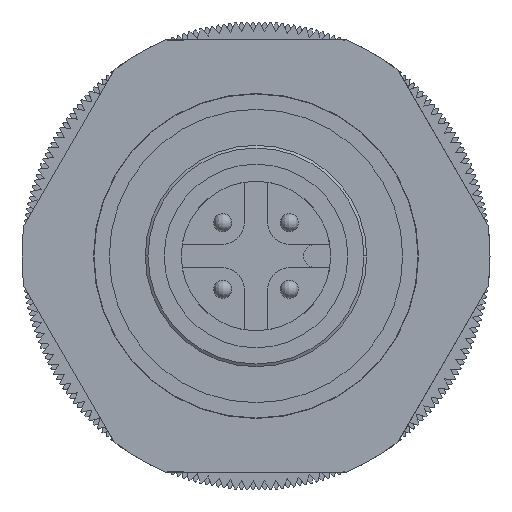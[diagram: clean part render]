
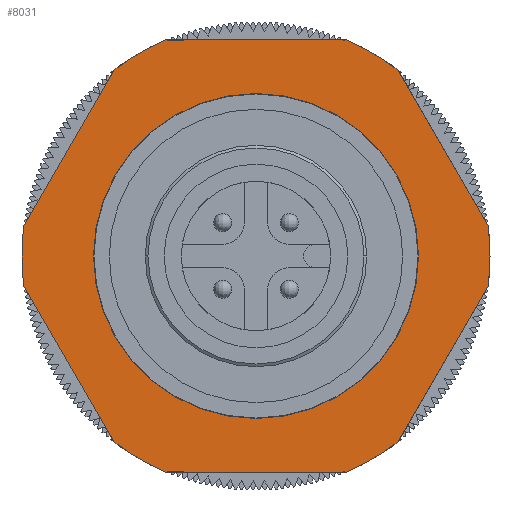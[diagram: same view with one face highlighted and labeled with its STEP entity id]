
A CAD part, front view. The second image highlights one B-rep face of the part: STEP entity #8031.
In plain terms, the highlighted face is planar.
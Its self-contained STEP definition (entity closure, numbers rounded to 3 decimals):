
#167 = VERTEX_POINT ( 'NONE', #6392 ) ;
#169 = EDGE_CURVE ( 'NONE', #4475, #167, #6391, .T. ) ;
#1878 = VERTEX_POINT ( 'NONE', #13667 ) ;
#1960 = VERTEX_POINT ( 'NONE', #13837 ) ;
#1962 = EDGE_CURVE ( 'NONE', #1878, #1960, #13836, .T. ) ;
#2059 = VERTEX_POINT ( 'NONE', #13989 ) ;
#2061 = EDGE_CURVE ( 'NONE', #1960, #2059, #13988, .T. ) ;
#2088 = EDGE_CURVE ( 'NONE', #2124, #2106, #14004, .T. ) ;
#2106 = VERTEX_POINT ( 'NONE', #14052 ) ;
#2124 = VERTEX_POINT ( 'NONE', #14094 ) ;
#2126 = EDGE_CURVE ( 'NONE', #2059, #2124, #14092, .T. ) ;
#3057 = VERTEX_POINT ( 'NONE', #15770 ) ;
#3105 = EDGE_CURVE ( 'NONE', #3057, #3153, #15840, .T. ) ;
#3153 = VERTEX_POINT ( 'NONE', #15944 ) ;
#4040 = VERTEX_POINT ( 'NONE', #17440 ) ;
#4079 = EDGE_CURVE ( 'NONE', #4040, #4117, #17475, .T. ) ;
#4117 = VERTEX_POINT ( 'NONE', #17481 ) ;
#4305 = EDGE_CURVE ( 'NONE', #2106, #4387, #17888, .T. ) ;
#4355 = VERTEX_POINT ( 'NONE', #17926 ) ;
#4387 = VERTEX_POINT ( 'NONE', #18008 ) ;
#4390 = EDGE_CURVE ( 'NONE', #4355, #4470, #18002, .T. ) ;
#4393 = EDGE_CURVE ( 'NONE', #4387, #4355, #17997, .T. ) ;
#4470 = VERTEX_POINT ( 'NONE', #18134 ) ;
#4475 = VERTEX_POINT ( 'NONE', #18129 ) ;
#4479 = EDGE_CURVE ( 'NONE', #4470, #4475, #18123, .T. ) ;
#4691 = EDGE_CURVE ( 'NONE', #4692, #1878, #18474, .T. ) ;
#4692 = VERTEX_POINT ( 'NONE', #18470 ) ;
#6387 = DIRECTION ( 'NONE',  ( 0., 1., 0. ) ) ;
#6388 = DIRECTION ( 'NONE',  ( 1., 0., 0. ) ) ;
#6389 = CARTESIAN_POINT ( 'NONE',  ( 0., 0., 0. ) ) ;
#6390 = AXIS2_PLACEMENT_3D ( 'NONE', #6389, #6388, #6387 ) ;
#6391 = CIRCLE ( 'NONE', #6390, 13. ) ;
#6392 = CARTESIAN_POINT ( 'NONE',  ( 0., 7.892, -10.33 ) ) ;
#8031 = ADVANCED_FACE ( 'NONE', ( #11030, #11029 ), #11027, .T. ) ;
#8039 = EDGE_LOOP ( 'NONE', ( #8047, #8045, #8049, #8050, #8051, #8054, #8048, #8042, #8055, #8060, #8064, #8067, #8063 ) ) ;
#8042 = ORIENTED_EDGE ( 'NONE', *, *, #1962, .T. ) ;
#8043 = EDGE_CURVE ( 'NONE', #4692, #4040, #11061, .T. ) ;
#8045 = ORIENTED_EDGE ( 'NONE', *, *, #4479, .T. ) ;
#8046 = EDGE_CURVE ( 'NONE', #4117, #167, #11114, .T. ) ;
#8047 = ORIENTED_EDGE ( 'NONE', *, *, #4390, .T. ) ;
#8048 = ORIENTED_EDGE ( 'NONE', *, *, #4691, .T. ) ;
#8049 = ORIENTED_EDGE ( 'NONE', *, *, #169, .T. ) ;
#8050 = ORIENTED_EDGE ( 'NONE', *, *, #8046, .F. ) ;
#8051 = ORIENTED_EDGE ( 'NONE', *, *, #4079, .F. ) ;
#8054 = ORIENTED_EDGE ( 'NONE', *, *, #8043, .F. ) ;
#8055 = ORIENTED_EDGE ( 'NONE', *, *, #2061, .T. ) ;
#8059 = EDGE_LOOP ( 'NONE', ( #8062, #8065 ) ) ;
#8060 = ORIENTED_EDGE ( 'NONE', *, *, #2126, .T. ) ;
#8062 = ORIENTED_EDGE ( 'NONE', *, *, #3105, .T. ) ;
#8063 = ORIENTED_EDGE ( 'NONE', *, *, #4393, .T. ) ;
#8064 = ORIENTED_EDGE ( 'NONE', *, *, #2088, .T. ) ;
#8065 = ORIENTED_EDGE ( 'NONE', *, *, #8066, .T. ) ;
#8066 = EDGE_CURVE ( 'NONE', #3153, #3057, #11104, .T. ) ;
#8067 = ORIENTED_EDGE ( 'NONE', *, *, #4305, .T. ) ;
#11023 = DIRECTION ( 'NONE',  ( 0., 1., 0. ) ) ;
#11024 = DIRECTION ( 'NONE',  ( 1., 0., 0. ) ) ;
#11025 = CARTESIAN_POINT ( 'NONE',  ( 0., 0., 0. ) ) ;
#11026 = AXIS2_PLACEMENT_3D ( 'NONE', #11025, #11024, #11023 ) ;
#11027 = PLANE ( 'NONE',  #11026 ) ;
#11029 = FACE_BOUND ( 'NONE', #8059, .T. ) ;
#11030 = FACE_OUTER_BOUND ( 'NONE', #8039, .T. ) ;
#11057 = DIRECTION ( 'NONE',  ( 0., 1., 0. ) ) ;
#11058 = DIRECTION ( 'NONE',  ( -1., 0., 0. ) ) ;
#11059 = CARTESIAN_POINT ( 'NONE',  ( 0., 0., 0. ) ) ;
#11060 = AXIS2_PLACEMENT_3D ( 'NONE', #11059, #11058, #11057 ) ;
#11061 = CIRCLE ( 'NONE', #11060, 13. ) ;
#11100 = DIRECTION ( 'NONE',  ( 0., 1., 0. ) ) ;
#11101 = DIRECTION ( 'NONE',  ( -1., 0., 0. ) ) ;
#11102 = CARTESIAN_POINT ( 'NONE',  ( 0., 0., 0. ) ) ;
#11103 = AXIS2_PLACEMENT_3D ( 'NONE', #11102, #11101, #11100 ) ;
#11104 = CIRCLE ( 'NONE', #11103, 9.025 ) ;
#11111 = DIRECTION ( 'NONE',  ( 0., -0.5, -0.866 ) ) ;
#11112 = VECTOR ( 'NONE', #11111, 1000. ) ;
#11113 = CARTESIAN_POINT ( 'NONE',  ( 0., 6.928, -12. ) ) ;
#11114 = LINE ( 'NONE', #11113, #11112 ) ;
#13667 = CARTESIAN_POINT ( 'NONE',  ( 0., 7.892, 10.33 ) ) ;
#13832 = DIRECTION ( 'NONE',  ( 0., 1., 0. ) ) ;
#13833 = DIRECTION ( 'NONE',  ( 1., 0., 0. ) ) ;
#13834 = CARTESIAN_POINT ( 'NONE',  ( 0., 0., 0. ) ) ;
#13835 = AXIS2_PLACEMENT_3D ( 'NONE', #13834, #13833, #13832 ) ;
#13836 = CIRCLE ( 'NONE', #13835, 13. ) ;
#13837 = CARTESIAN_POINT ( 'NONE',  ( 0., 5., 12. ) ) ;
#13985 = DIRECTION ( 'NONE',  ( 0., -1., 0. ) ) ;
#13986 = VECTOR ( 'NONE', #13985, 1000. ) ;
#13987 = CARTESIAN_POINT ( 'NONE',  ( 0., 0., 12. ) ) ;
#13988 = LINE ( 'NONE', #13987, #13986 ) ;
#13989 = CARTESIAN_POINT ( 'NONE',  ( 0., -5., 12. ) ) ;
#14001 = DIRECTION ( 'NONE',  ( 0., -0.5, -0.866 ) ) ;
#14002 = VECTOR ( 'NONE', #14001, 1000. ) ;
#14003 = CARTESIAN_POINT ( 'NONE',  ( 0., -7.892, 10.33 ) ) ;
#14004 = LINE ( 'NONE', #14003, #14002 ) ;
#14052 = CARTESIAN_POINT ( 'NONE',  ( 0., -12.892, 1.67 ) ) ;
#14088 = DIRECTION ( 'NONE',  ( 0., 1., 0. ) ) ;
#14089 = DIRECTION ( 'NONE',  ( 1., 0., 0. ) ) ;
#14090 = CARTESIAN_POINT ( 'NONE',  ( 0., 0., 0. ) ) ;
#14091 = AXIS2_PLACEMENT_3D ( 'NONE', #14090, #14089, #14088 ) ;
#14092 = CIRCLE ( 'NONE', #14091, 13. ) ;
#14094 = CARTESIAN_POINT ( 'NONE',  ( 0., -7.892, 10.33 ) ) ;
#15770 = CARTESIAN_POINT ( 'NONE',  ( 0., 9.025, 0. ) ) ;
#15836 = DIRECTION ( 'NONE',  ( 0., 1., 0. ) ) ;
#15837 = DIRECTION ( 'NONE',  ( -1., 0., 0. ) ) ;
#15838 = CARTESIAN_POINT ( 'NONE',  ( 0., 0., 0. ) ) ;
#15839 = AXIS2_PLACEMENT_3D ( 'NONE', #15838, #15837, #15836 ) ;
#15840 = CIRCLE ( 'NONE', #15839, 9.025 ) ;
#15944 = CARTESIAN_POINT ( 'NONE',  ( 0., -9.025, 0. ) ) ;
#17440 = CARTESIAN_POINT ( 'NONE',  ( 0., 13., 0. ) ) ;
#17471 = DIRECTION ( 'NONE',  ( 0., 1., 0. ) ) ;
#17472 = DIRECTION ( 'NONE',  ( -1., 0., 0. ) ) ;
#17473 = CARTESIAN_POINT ( 'NONE',  ( 0., 0., 0. ) ) ;
#17474 = AXIS2_PLACEMENT_3D ( 'NONE', #17473, #17472, #17471 ) ;
#17475 = CIRCLE ( 'NONE', #17474, 13. ) ;
#17481 = CARTESIAN_POINT ( 'NONE',  ( 0., 12.892, -1.67 ) ) ;
#17884 = DIRECTION ( 'NONE',  ( 0., 1., 0. ) ) ;
#17885 = DIRECTION ( 'NONE',  ( 1., 0., 0. ) ) ;
#17886 = CARTESIAN_POINT ( 'NONE',  ( 0., 0., 0. ) ) ;
#17887 = AXIS2_PLACEMENT_3D ( 'NONE', #17886, #17885, #17884 ) ;
#17888 = CIRCLE ( 'NONE', #17887, 13. ) ;
#17926 = CARTESIAN_POINT ( 'NONE',  ( 0., -7.892, -10.33 ) ) ;
#17994 = DIRECTION ( 'NONE',  ( 0., 0.5, -0.866 ) ) ;
#17995 = VECTOR ( 'NONE', #17994, 1000. ) ;
#17996 = CARTESIAN_POINT ( 'NONE',  ( 0., -12.892, -1.67 ) ) ;
#17997 = LINE ( 'NONE', #17996, #17995 ) ;
#17998 = DIRECTION ( 'NONE',  ( 0., 1., 0. ) ) ;
#17999 = DIRECTION ( 'NONE',  ( 1., 0., 0. ) ) ;
#18000 = CARTESIAN_POINT ( 'NONE',  ( 0., 0., 0. ) ) ;
#18001 = AXIS2_PLACEMENT_3D ( 'NONE', #18000, #17999, #17998 ) ;
#18002 = CIRCLE ( 'NONE', #18001, 13. ) ;
#18008 = CARTESIAN_POINT ( 'NONE',  ( 0., -12.892, -1.67 ) ) ;
#18120 = DIRECTION ( 'NONE',  ( 0., 1., 0. ) ) ;
#18121 = VECTOR ( 'NONE', #18120, 1000. ) ;
#18122 = CARTESIAN_POINT ( 'NONE',  ( 0., 0., -12. ) ) ;
#18123 = LINE ( 'NONE', #18122, #18121 ) ;
#18129 = CARTESIAN_POINT ( 'NONE',  ( 0., 5., -12. ) ) ;
#18134 = CARTESIAN_POINT ( 'NONE',  ( 0., -5., -12. ) ) ;
#18470 = CARTESIAN_POINT ( 'NONE',  ( 0., 12.892, 1.67 ) ) ;
#18471 = DIRECTION ( 'NONE',  ( 0., -0.5, 0.866 ) ) ;
#18472 = VECTOR ( 'NONE', #18471, 1000. ) ;
#18473 = CARTESIAN_POINT ( 'NONE',  ( 0., 12.892, 1.67 ) ) ;
#18474 = LINE ( 'NONE', #18473, #18472 ) ;
